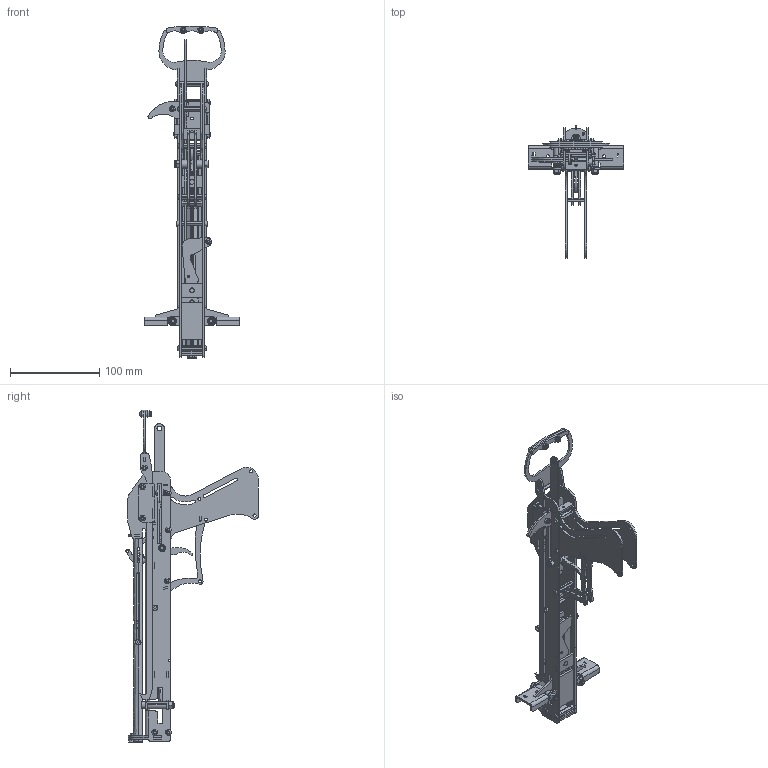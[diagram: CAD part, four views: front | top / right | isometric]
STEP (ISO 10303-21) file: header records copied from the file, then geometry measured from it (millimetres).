
FILE_DESCRIPTION(('FreeCAD Model'),'2;1');
FILE_NAME('Open CASCADE Shape Model','2025-05-07T16:08:52',('FreeCAD'),( 'FreeCAD'),'Open CASCADE STEP processor 7.6','FreeCAD','Unknown');
FILE_SCHEMA(('AUTOMOTIVE_DESIGN { 1 0 10303 214 1 1 1 1 }'));
Products named in the file (1): Open CASCADE STEP translator 7.6 1
Bounding box: 106.84 x 148.77 x 371.89 mm (x, y, z)
Volume: 156617.9 mm3; surface area: 177184.7 mm2
Topology: 102 solids, 103 shells, 3517 faces, 8626 edges, 5342 vertices
Faces by surface type: bspline 3517
Entity records: 105999 total; most frequent: CARTESIAN_POINT 56538, ORIENTED_EDGE 17160, EDGE_CURVE 8580, B_SPLINE_CURVE_WITH_KNOTS 5399, VERTEX_POINT 5342, FACE_BOUND 3918, EDGE_LOOP 3918, ADVANCED_FACE 3517
